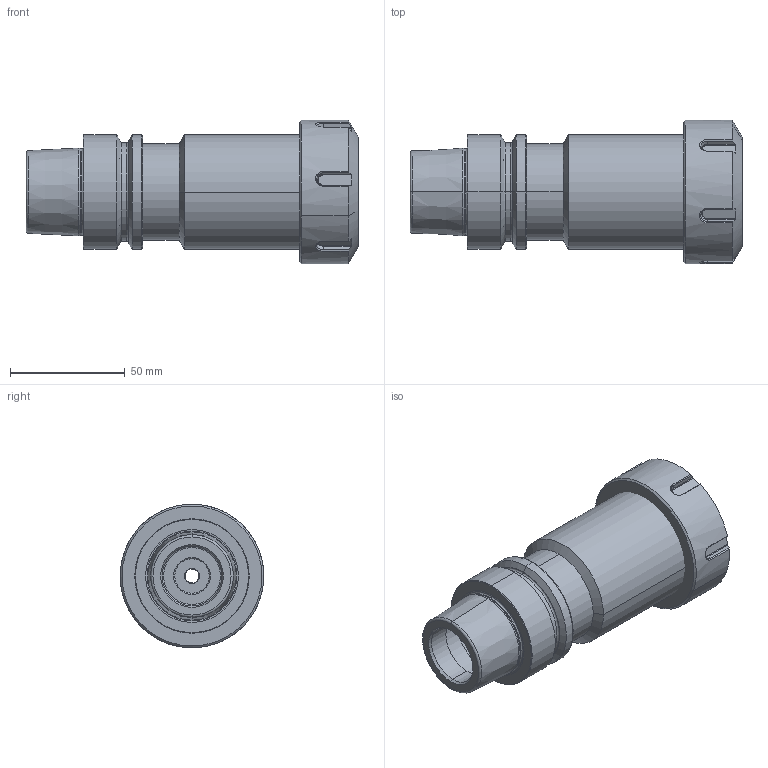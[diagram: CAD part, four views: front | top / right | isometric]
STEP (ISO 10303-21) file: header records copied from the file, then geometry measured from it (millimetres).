
FILE_DESCRIPTION (( 'STEP AP203' ), '1' );
FILE_NAME ('HE5.E40.K01.120.STEP', '2018-02-16T12:27:37', ( 'SWIAdmin' ), ( 'Hewlett-Packard Company' ), 'SwSTEP 2.0', 'SolidWorks 2017', '' );
FILE_SCHEMA (( 'CONFIG_CONTROL_DESIGN' ));
Length unit declared in the file: millimetre
Products named in the file (4): HE5.E40.K01.120; HE5-E40.K01.120_A_Fertigbearbeitung; E40-ER1.001.025; ERU-AN5.K01.020_A
Assembly tree (3 placements, depth 2):
  HE5.E40.K01.120
    HE5-E40.K01.120_A_Fertigbearbeitung
    E40-ER1.001.025
    ERU-AN5.K01.020_A
Bounding box: 144.9 x 62.7 x 62.7 mm (x, y, z)
Volume: 190884.4 mm3; surface area: 46515.7 mm2
Topology: 3 solids, 3 shells, 225 faces, 520 edges, 308 vertices
Faces by surface type: plane 93, cone 61, cylinder 45, torus 26
Entity records: 7150 total; most frequent: CARTESIAN_POINT 1622, DIRECTION 1128, ORIENTED_EDGE 1040, EDGE_CURVE 520, AXIS2_PLACEMENT_3D 448, VERTEX_POINT 308, EDGE_LOOP 238, VECTOR 232
